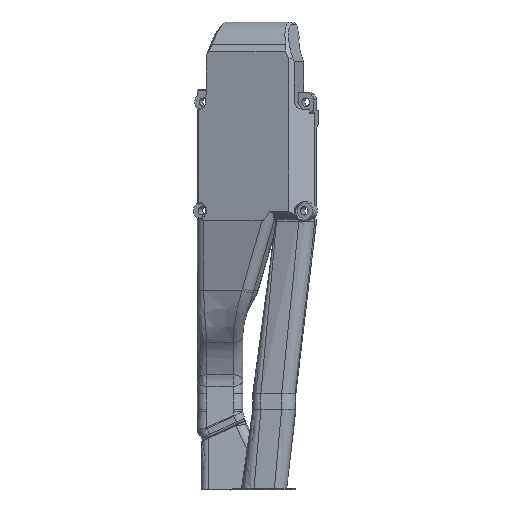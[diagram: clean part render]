
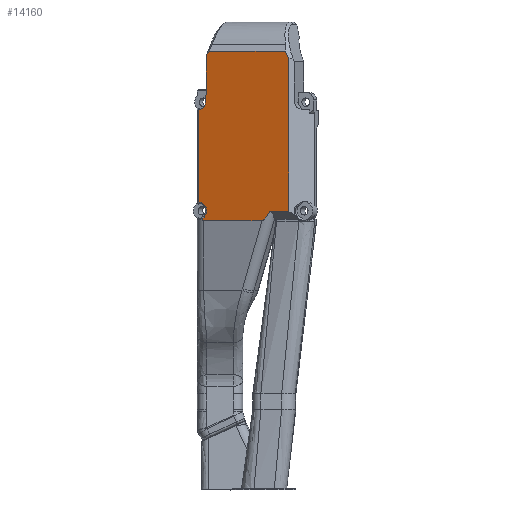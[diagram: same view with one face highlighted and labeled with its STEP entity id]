
A CAD part, left-side view. The second image highlights one B-rep face of the part: STEP entity #14160.
In plain terms, the highlighted planar face has unit normal (-0.94, 0.342, 0).
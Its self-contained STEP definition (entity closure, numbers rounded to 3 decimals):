
#172=ELLIPSE('',#15027,22.74,3.);
#173=ELLIPSE('',#15028,24.088,3.);
#538=CIRCLE('',#15024,5773.79);
#539=CIRCLE('',#15025,2.45);
#540=CIRCLE('',#15026,2.875);
#768=PLANE('',#15023);
#1249=FACE_OUTER_BOUND('',#2059,.T.);
#2059=EDGE_LOOP('',(#10379,#10380,#10381,#10382,#10383,#10384,#10385,#10386,
#10387,#10388,#10389,#10390,#10391,#10392));
#3088=LINE('',#25564,#4258);
#3094=LINE('',#25576,#4264);
#3095=LINE('',#25585,#4265);
#3096=LINE('',#25588,#4266);
#3097=LINE('',#25590,#4267);
#3098=LINE('',#25594,#4268);
#3099=LINE('',#25600,#4269);
#3100=LINE('',#25603,#4270);
#4258=VECTOR('',#16591,1000.);
#4264=VECTOR('',#16599,1000.);
#4265=VECTOR('',#16600,1000.);
#4266=VECTOR('',#16603,1000.);
#4267=VECTOR('',#16604,1000.);
#4268=VECTOR('',#16607,1000.);
#4269=VECTOR('',#16612,1000.);
#4270=VECTOR('',#16615,1000.);
#5203=B_SPLINE_CURVE_WITH_KNOTS('',3,(#25578,#25579,#25580,#25581,#25582,
#25583),.UNSPECIFIED.,.F.,.F.,(4,2,4),(0.,0.133,
0.266),.UNSPECIFIED.);
#6141=VERTEX_POINT('',#25562);
#6142=VERTEX_POINT('',#25563);
#6146=VERTEX_POINT('',#25574);
#6147=VERTEX_POINT('',#25575);
#6148=VERTEX_POINT('',#25577);
#6149=VERTEX_POINT('',#25584);
#6150=VERTEX_POINT('',#25586);
#6151=VERTEX_POINT('',#25589);
#6152=VERTEX_POINT('',#25591);
#6153=VERTEX_POINT('',#25593);
#6154=VERTEX_POINT('',#25595);
#6155=VERTEX_POINT('',#25597);
#6156=VERTEX_POINT('',#25599);
#6157=VERTEX_POINT('',#25601);
#7733=EDGE_CURVE('',#6141,#6142,#3088,.T.);
#7739=EDGE_CURVE('',#6146,#6147,#3094,.T.);
#7740=EDGE_CURVE('',#6148,#6146,#5203,.T.);
#7741=EDGE_CURVE('',#6148,#6149,#3095,.T.);
#7742=EDGE_CURVE('',#6150,#6149,#538,.T.);
#7743=EDGE_CURVE('',#6150,#6142,#3096,.T.);
#7744=EDGE_CURVE('',#6141,#6151,#3097,.T.);
#7745=EDGE_CURVE('',#6151,#6152,#539,.T.);
#7746=EDGE_CURVE('',#6152,#6153,#3098,.T.);
#7747=EDGE_CURVE('',#6153,#6154,#540,.T.);
#7748=EDGE_CURVE('',#6155,#6154,#172,.T.);
#7749=EDGE_CURVE('',#6155,#6156,#3099,.T.);
#7750=EDGE_CURVE('',#6157,#6156,#173,.T.);
#7751=EDGE_CURVE('',#6157,#6147,#3100,.T.);
#10379=ORIENTED_EDGE('',*,*,#7739,.F.);
#10380=ORIENTED_EDGE('',*,*,#7740,.F.);
#10381=ORIENTED_EDGE('',*,*,#7741,.T.);
#10382=ORIENTED_EDGE('',*,*,#7742,.F.);
#10383=ORIENTED_EDGE('',*,*,#7743,.T.);
#10384=ORIENTED_EDGE('',*,*,#7733,.F.);
#10385=ORIENTED_EDGE('',*,*,#7744,.T.);
#10386=ORIENTED_EDGE('',*,*,#7745,.T.);
#10387=ORIENTED_EDGE('',*,*,#7746,.T.);
#10388=ORIENTED_EDGE('',*,*,#7747,.T.);
#10389=ORIENTED_EDGE('',*,*,#7748,.F.);
#10390=ORIENTED_EDGE('',*,*,#7749,.T.);
#10391=ORIENTED_EDGE('',*,*,#7750,.F.);
#10392=ORIENTED_EDGE('',*,*,#7751,.T.);
#14160=ADVANCED_FACE('',(#1249),#768,.F.);
#15023=AXIS2_PLACEMENT_3D('',#25573,#16597,#16598);
#15024=AXIS2_PLACEMENT_3D('',#25587,#16601,#16602);
#15025=AXIS2_PLACEMENT_3D('',#25592,#16605,#16606);
#15026=AXIS2_PLACEMENT_3D('',#25596,#16608,#16609);
#15027=AXIS2_PLACEMENT_3D('',#25598,#16610,#16611);
#15028=AXIS2_PLACEMENT_3D('',#25602,#16613,#16614);
#16591=DIRECTION('',(0.,0.,1.));
#16597=DIRECTION('center_axis',(0.94,-0.342,0.));
#16598=DIRECTION('ref_axis',(-0.342,-0.94,0.));
#16599=DIRECTION('',(0.,0.,-1.));
#16600=DIRECTION('',(0.342,0.94,0.));
#16601=DIRECTION('center_axis',(0.94,-0.342,0.));
#16602=DIRECTION('ref_axis',(0.272,0.746,0.607));
#16603=DIRECTION('',(0.031,0.086,-0.996));
#16604=DIRECTION('',(0.031,0.086,-0.996));
#16605=DIRECTION('center_axis',(0.94,-0.342,0.));
#16606=DIRECTION('ref_axis',(-0.342,-0.94,0.));
#16607=DIRECTION('',(0.,0.,-1.));
#16608=DIRECTION('center_axis',(0.94,-0.342,0.));
#16609=DIRECTION('ref_axis',(-0.342,-0.94,0.));
#16610=DIRECTION('center_axis',(0.94,-0.342,0.));
#16611=DIRECTION('ref_axis',(0.017,0.046,-0.999));
#16612=DIRECTION('',(-0.342,-0.94,0.));
#16613=DIRECTION('center_axis',(0.94,-0.342,0.));
#16614=DIRECTION('ref_axis',(0.115,0.315,-0.942));
#16615=DIRECTION('',(-0.342,-0.94,0.));
#25562=CARTESIAN_POINT('',(73.612,-44.518,229.913));
#25563=CARTESIAN_POINT('',(73.612,-44.518,240.413));
#25564=CARTESIAN_POINT('',(73.612,-44.518,229.911));
#25573=CARTESIAN_POINT('Origin',(70.422,-53.284,231.915));
#25574=CARTESIAN_POINT('',(63.898,-71.207,241.527));
#25575=CARTESIAN_POINT('',(63.898,-71.207,192.288));
#25576=CARTESIAN_POINT('',(63.898,-71.207,229.915));
#25577=CARTESIAN_POINT('',(64.319,-70.052,243.88));
#25578=CARTESIAN_POINT('Ctrl Pts',(64.319,-70.052,243.88));
#25579=CARTESIAN_POINT('Ctrl Pts',(64.239,-70.27,243.503));
#25580=CARTESIAN_POINT('Ctrl Pts',(64.164,-70.477,243.118));
#25581=CARTESIAN_POINT('Ctrl Pts',(64.024,-70.863,242.334));
#25582=CARTESIAN_POINT('Ctrl Pts',(63.958,-71.043,241.934));
#25583=CARTESIAN_POINT('Ctrl Pts',(63.898,-71.207,241.527));
#25584=CARTESIAN_POINT('',(73.203,-45.642,243.88));
#25585=CARTESIAN_POINT('',(63.416,-72.533,243.88));
#25586=CARTESIAN_POINT('',(73.544,-44.704,242.576));
#25587=CARTESIAN_POINT('Origin',(-1495.155,-4354.672,-3264.561));
#25588=CARTESIAN_POINT('',(73.62,-44.496,240.157));
#25589=CARTESIAN_POINT('',(73.699,-44.281,227.162));
#25590=CARTESIAN_POINT('',(73.62,-44.496,229.657));
#25591=CARTESIAN_POINT('',(74.483,-42.125,224.967));
#25592=CARTESIAN_POINT('Origin',(74.532,-41.991,227.413));
#25593=CARTESIAN_POINT('',(74.486,-42.123,195.277));
#25594=CARTESIAN_POINT('',(74.483,-42.125,229.915));
#25595=CARTESIAN_POINT('',(74.108,-43.154,189.816));
#25596=CARTESIAN_POINT('Origin',(74.532,-41.991,192.413));
#25597=CARTESIAN_POINT('',(73.898,-43.732,189.288));
#25598=CARTESIAN_POINT('Origin',(73.528,-44.749,212.002));
#25599=CARTESIAN_POINT('',(67.04,-62.576,189.288));
#25600=CARTESIAN_POINT('',(70.422,-53.284,189.288));
#25601=CARTESIAN_POINT('',(66.14,-65.048,192.288));
#25602=CARTESIAN_POINT('Origin',(64.321,-70.045,212.002));
#25603=CARTESIAN_POINT('',(63.898,-71.207,192.288));
